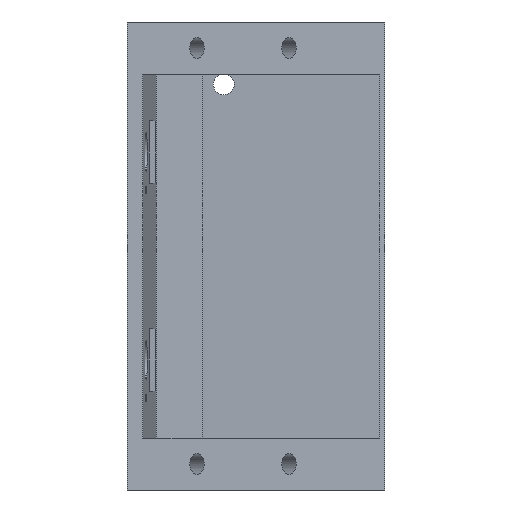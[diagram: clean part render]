
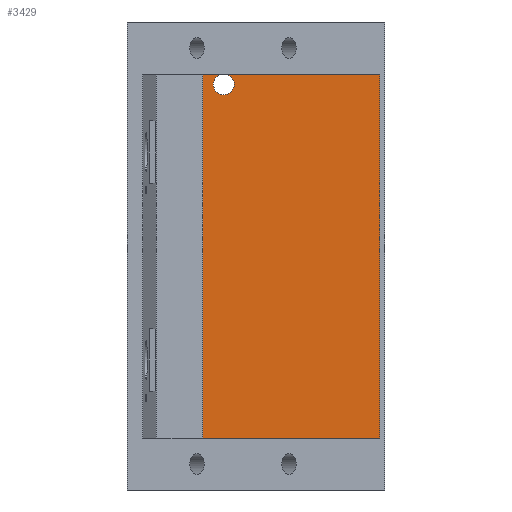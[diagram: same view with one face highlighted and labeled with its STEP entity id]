
A CAD part, front view. The second image highlights one B-rep face of the part: STEP entity #3429.
In plain terms, the highlighted planar face has unit normal (0, -1, 0).
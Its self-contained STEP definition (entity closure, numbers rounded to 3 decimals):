
#101 = PLANE('',#102);
#102 = AXIS2_PLACEMENT_3D('',#103,#104,#105);
#103 = CARTESIAN_POINT('',(-3.609,-51.609,-45.));
#104 = DIRECTION('',(-0.707,0.707,0.)
  );
#105 = DIRECTION('',(0.707,0.707,0.)
  );
#747 = CYLINDRICAL_SURFACE('',#748,2.);
#748 = AXIS2_PLACEMENT_3D('',#749,#750,#751);
#749 = CARTESIAN_POINT('',(15.,0.,33.));
#750 = DIRECTION('',(0.,1.,0.));
#751 = DIRECTION('',(0.,0.,1.));
#993 = VERTEX_POINT('',#994);
#994 = CARTESIAN_POINT('',(45.,-3.,-35.));
#1007 = PLANE('',#1008);
#1008 = AXIS2_PLACEMENT_3D('',#1009,#1010,#1011);
#1009 = CARTESIAN_POINT('',(20.714,-24.709,-35.));
#1010 = DIRECTION('',(0.,0.,1.));
#1011 = DIRECTION('',(0.,1.,0.));
#1018 = EDGE_CURVE('',#1019,#993,#1021,.T.);
#1019 = VERTEX_POINT('',#1020);
#1020 = CARTESIAN_POINT('',(45.,-3.,35.));
#1021 = SURFACE_CURVE('',#1022,(#1026,#1032),.PCURVE_S1.);
#1022 = LINE('',#1023,#1024);
#1023 = CARTESIAN_POINT('',(45.,-3.,-5.));
#1024 = VECTOR('',#1025,1.);
#1025 = DIRECTION('',(0.,0.,-1.));
#1026 = PCURVE('',#101,#1027);
#1027 = DEFINITIONAL_REPRESENTATION('',(#1028),#1031);
#1028 = B_SPLINE_CURVE_WITH_KNOTS('',1,(#1029,#1030),.UNSPECIFIED.,.F.,
  .F.,(2,2),(-40.,30.),.PIECEWISE_BEZIER_KNOTS.);
#1029 = CARTESIAN_POINT('',(68.743,-80.));
#1030 = CARTESIAN_POINT('',(68.743,-10.));
#1031 = ( GEOMETRIC_REPRESENTATION_CONTEXT(2) 
PARAMETRIC_REPRESENTATION_CONTEXT() REPRESENTATION_CONTEXT('2D SPACE',''
  ) );
#1032 = PCURVE('',#1033,#1038);
#1033 = PLANE('',#1034);
#1034 = AXIS2_PLACEMENT_3D('',#1035,#1036,#1037);
#1035 = CARTESIAN_POINT('',(57.,-3.,35.));
#1036 = DIRECTION('',(0.,1.,0.));
#1037 = DIRECTION('',(-1.,0.,0.));
#1038 = DEFINITIONAL_REPRESENTATION('',(#1039),#1042);
#1039 = B_SPLINE_CURVE_WITH_KNOTS('',1,(#1040,#1041),.UNSPECIFIED.,.F.,
  .F.,(2,2),(-40.,30.),.PIECEWISE_BEZIER_KNOTS.);
#1040 = CARTESIAN_POINT('',(12.,0.));
#1041 = CARTESIAN_POINT('',(12.,-70.));
#1042 = ( GEOMETRIC_REPRESENTATION_CONTEXT(2) 
PARAMETRIC_REPRESENTATION_CONTEXT() REPRESENTATION_CONTEXT('2D SPACE',''
  ) );
#1057 = PLANE('',#1058);
#1058 = AXIS2_PLACEMENT_3D('',#1059,#1060,#1061);
#1059 = CARTESIAN_POINT('',(20.714,-24.709,35.));
#1060 = DIRECTION('',(0.,0.,1.));
#1061 = DIRECTION('',(0.,1.,0.));
#2589 = VERTEX_POINT('',#2590);
#2590 = CARTESIAN_POINT('',(15.,-3.,35.));
#2611 = EDGE_CURVE('',#2589,#2589,#2612,.T.);
#2612 = SURFACE_CURVE('',#2613,(#2618,#2625),.PCURVE_S1.);
#2613 = CIRCLE('',#2614,2.);
#2614 = AXIS2_PLACEMENT_3D('',#2615,#2616,#2617);
#2615 = CARTESIAN_POINT('',(15.,-3.,33.));
#2616 = DIRECTION('',(0.,1.,0.));
#2617 = DIRECTION('',(0.,0.,1.));
#2618 = PCURVE('',#747,#2619);
#2619 = DEFINITIONAL_REPRESENTATION('',(#2620),#2624);
#2620 = LINE('',#2621,#2622);
#2621 = CARTESIAN_POINT('',(0.,-3.));
#2622 = VECTOR('',#2623,1.);
#2623 = DIRECTION('',(1.,0.));
#2624 = ( GEOMETRIC_REPRESENTATION_CONTEXT(2) 
PARAMETRIC_REPRESENTATION_CONTEXT() REPRESENTATION_CONTEXT('2D SPACE',''
  ) );
#2625 = PCURVE('',#1033,#2626);
#2626 = DEFINITIONAL_REPRESENTATION('',(#2627),#2631);
#2627 = CIRCLE('',#2628,2.);
#2628 = AXIS2_PLACEMENT_2D('',#2629,#2630);
#2629 = CARTESIAN_POINT('',(42.,-2.));
#2630 = DIRECTION('',(0.,1.));
#2631 = ( GEOMETRIC_REPRESENTATION_CONTEXT(2) 
PARAMETRIC_REPRESENTATION_CONTEXT() REPRESENTATION_CONTEXT('2D SPACE',''
  ) );
#2841 = PLANE('',#2842);
#2842 = AXIS2_PLACEMENT_3D('',#2843,#2844,#2845);
#2843 = CARTESIAN_POINT('',(11.,-3.,35.));
#2844 = DIRECTION('',(-0.707,0.707,0.
    ));
#2845 = DIRECTION('',(-0.707,-0.707,0.
    ));
#3315 = VERTEX_POINT('',#3316);
#3316 = CARTESIAN_POINT('',(11.,-3.,-35.));
#3339 = EDGE_CURVE('',#993,#3315,#3340,.T.);
#3340 = SURFACE_CURVE('',#3341,(#3345,#3352),.PCURVE_S1.);
#3341 = LINE('',#3342,#3343);
#3342 = CARTESIAN_POINT('',(57.,-3.,-35.));
#3343 = VECTOR('',#3344,1.);
#3344 = DIRECTION('',(-1.,0.,0.));
#3345 = PCURVE('',#1007,#3346);
#3346 = DEFINITIONAL_REPRESENTATION('',(#3347),#3351);
#3347 = LINE('',#3348,#3349);
#3348 = CARTESIAN_POINT('',(21.709,-36.286));
#3349 = VECTOR('',#3350,1.);
#3350 = DIRECTION('',(0.,1.));
#3351 = ( GEOMETRIC_REPRESENTATION_CONTEXT(2) 
PARAMETRIC_REPRESENTATION_CONTEXT() REPRESENTATION_CONTEXT('2D SPACE',''
  ) );
#3352 = PCURVE('',#1033,#3353);
#3353 = DEFINITIONAL_REPRESENTATION('',(#3354),#3358);
#3354 = LINE('',#3355,#3356);
#3355 = CARTESIAN_POINT('',(0.,-70.));
#3356 = VECTOR('',#3357,1.);
#3357 = DIRECTION('',(1.,0.));
#3358 = ( GEOMETRIC_REPRESENTATION_CONTEXT(2) 
PARAMETRIC_REPRESENTATION_CONTEXT() REPRESENTATION_CONTEXT('2D SPACE',''
  ) );
#3364 = VERTEX_POINT('',#3365);
#3365 = CARTESIAN_POINT('',(11.,-3.,35.));
#3388 = EDGE_CURVE('',#1019,#2589,#3389,.T.);
#3389 = SURFACE_CURVE('',#3390,(#3394,#3401),.PCURVE_S1.);
#3390 = LINE('',#3391,#3392);
#3391 = CARTESIAN_POINT('',(57.,-3.,35.));
#3392 = VECTOR('',#3393,1.);
#3393 = DIRECTION('',(-1.,0.,0.));
#3394 = PCURVE('',#1057,#3395);
#3395 = DEFINITIONAL_REPRESENTATION('',(#3396),#3400);
#3396 = LINE('',#3397,#3398);
#3397 = CARTESIAN_POINT('',(21.709,-36.286));
#3398 = VECTOR('',#3399,1.);
#3399 = DIRECTION('',(0.,1.));
#3400 = ( GEOMETRIC_REPRESENTATION_CONTEXT(2) 
PARAMETRIC_REPRESENTATION_CONTEXT() REPRESENTATION_CONTEXT('2D SPACE',''
  ) );
#3401 = PCURVE('',#1033,#3402);
#3402 = DEFINITIONAL_REPRESENTATION('',(#3403),#3407);
#3403 = LINE('',#3404,#3405);
#3404 = CARTESIAN_POINT('',(0.,0.));
#3405 = VECTOR('',#3406,1.);
#3406 = DIRECTION('',(1.,0.));
#3407 = ( GEOMETRIC_REPRESENTATION_CONTEXT(2) 
PARAMETRIC_REPRESENTATION_CONTEXT() REPRESENTATION_CONTEXT('2D SPACE',''
  ) );
#3409 = EDGE_CURVE('',#2589,#3364,#3410,.T.);
#3410 = SURFACE_CURVE('',#3411,(#3415,#3422),.PCURVE_S1.);
#3411 = LINE('',#3412,#3413);
#3412 = CARTESIAN_POINT('',(57.,-3.,35.));
#3413 = VECTOR('',#3414,1.);
#3414 = DIRECTION('',(-1.,0.,0.));
#3415 = PCURVE('',#1057,#3416);
#3416 = DEFINITIONAL_REPRESENTATION('',(#3417),#3421);
#3417 = LINE('',#3418,#3419);
#3418 = CARTESIAN_POINT('',(21.709,-36.286));
#3419 = VECTOR('',#3420,1.);
#3420 = DIRECTION('',(0.,1.));
#3421 = ( GEOMETRIC_REPRESENTATION_CONTEXT(2) 
PARAMETRIC_REPRESENTATION_CONTEXT() REPRESENTATION_CONTEXT('2D SPACE',''
  ) );
#3422 = PCURVE('',#1033,#3423);
#3423 = DEFINITIONAL_REPRESENTATION('',(#3424),#3428);
#3424 = LINE('',#3425,#3426);
#3425 = CARTESIAN_POINT('',(0.,0.));
#3426 = VECTOR('',#3427,1.);
#3427 = DIRECTION('',(1.,0.));
#3428 = ( GEOMETRIC_REPRESENTATION_CONTEXT(2) 
PARAMETRIC_REPRESENTATION_CONTEXT() REPRESENTATION_CONTEXT('2D SPACE',''
  ) );
#3429 = ADVANCED_FACE('',(#3430,#3457),#1033,.F.);
#3430 = FACE_BOUND('',#3431,.F.);
#3431 = EDGE_LOOP('',(#3432,#3433,#3434,#3435,#3456));
#3432 = ORIENTED_EDGE('',*,*,#3388,.F.);
#3433 = ORIENTED_EDGE('',*,*,#1018,.T.);
#3434 = ORIENTED_EDGE('',*,*,#3339,.T.);
#3435 = ORIENTED_EDGE('',*,*,#3436,.F.);
#3436 = EDGE_CURVE('',#3364,#3315,#3437,.T.);
#3437 = SURFACE_CURVE('',#3438,(#3442,#3449),.PCURVE_S1.);
#3438 = LINE('',#3439,#3440);
#3439 = CARTESIAN_POINT('',(11.,-3.,35.));
#3440 = VECTOR('',#3441,1.);
#3441 = DIRECTION('',(0.,0.,-1.));
#3442 = PCURVE('',#1033,#3443);
#3443 = DEFINITIONAL_REPRESENTATION('',(#3444),#3448);
#3444 = LINE('',#3445,#3446);
#3445 = CARTESIAN_POINT('',(46.,0.));
#3446 = VECTOR('',#3447,1.);
#3447 = DIRECTION('',(0.,-1.));
#3448 = ( GEOMETRIC_REPRESENTATION_CONTEXT(2) 
PARAMETRIC_REPRESENTATION_CONTEXT() REPRESENTATION_CONTEXT('2D SPACE',''
  ) );
#3449 = PCURVE('',#2841,#3450);
#3450 = DEFINITIONAL_REPRESENTATION('',(#3451),#3455);
#3451 = LINE('',#3452,#3453);
#3452 = CARTESIAN_POINT('',(0.,0.));
#3453 = VECTOR('',#3454,1.);
#3454 = DIRECTION('',(0.,-1.));
#3455 = ( GEOMETRIC_REPRESENTATION_CONTEXT(2) 
PARAMETRIC_REPRESENTATION_CONTEXT() REPRESENTATION_CONTEXT('2D SPACE',''
  ) );
#3456 = ORIENTED_EDGE('',*,*,#3409,.F.);
#3457 = FACE_BOUND('',#3458,.F.);
#3458 = EDGE_LOOP('',(#3459));
#3459 = ORIENTED_EDGE('',*,*,#2611,.F.);
